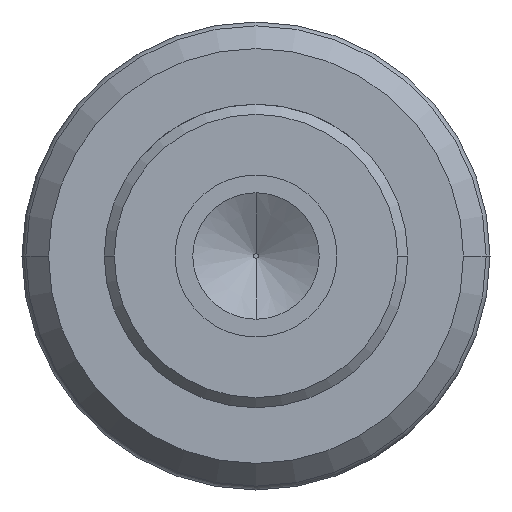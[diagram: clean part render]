
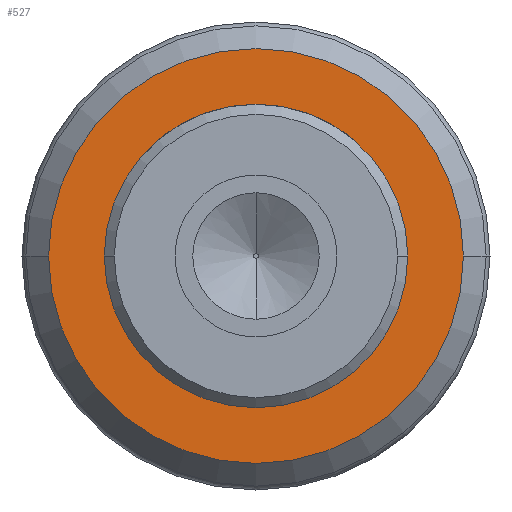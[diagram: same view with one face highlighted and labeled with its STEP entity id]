
A CAD part, front view. The second image highlights one B-rep face of the part: STEP entity #527.
In plain terms, the highlighted planar face has unit normal (0, -1, 0).
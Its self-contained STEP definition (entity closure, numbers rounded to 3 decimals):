
#74=CARTESIAN_POINT('',(0.,-0.5,0.));
#75=DIRECTION('',(0.,-1.,0.));
#76=DIRECTION('',(1.,0.,0.));
#77=AXIS2_PLACEMENT_3D('',#74,#75,#76);
#79=CARTESIAN_POINT('',(0.,-0.5,0.));
#80=DIRECTION('',(0.,1.,0.));
#81=DIRECTION('',(1.,0.,0.));
#82=AXIS2_PLACEMENT_3D('',#79,#80,#81);
#93=CARTESIAN_POINT('',(0.,-0.5,0.));
#94=DIRECTION('',(0.,1.,0.));
#95=DIRECTION('',(1.,0.,0.));
#96=AXIS2_PLACEMENT_3D('',#93,#94,#95);
#273=CARTESIAN_POINT('',(0.,-0.5,0.));
#274=DIRECTION('',(0.,-1.,0.));
#275=DIRECTION('',(1.,0.,0.));
#276=AXIS2_PLACEMENT_3D('',#273,#274,#275);
#314=CARTESIAN_POINT('',(1.5,-0.5,0.));
#315=CARTESIAN_POINT('',(-1.5,-0.5,0.));
#316=VERTEX_POINT('',#314);
#317=VERTEX_POINT('',#315);
#318=CARTESIAN_POINT('',(2.05,-0.5,0.));
#319=CARTESIAN_POINT('',(-2.05,-0.5,0.));
#320=VERTEX_POINT('',#318);
#321=VERTEX_POINT('',#319);
#512=CARTESIAN_POINT('',(0.,-0.5,0.));
#513=DIRECTION('',(0.,-1.,0.));
#514=DIRECTION('',(-1.,0.,0.));
#515=AXIS2_PLACEMENT_3D('',#512,#513,#514);
#516=PLANE('',#515);
#518=ORIENTED_EDGE('',*,*,#517,.T.);
#520=ORIENTED_EDGE('',*,*,#519,.F.);
#521=EDGE_LOOP('',(#518,#520));
#522=FACE_OUTER_BOUND('',#521,.F.);
#523=ORIENTED_EDGE('',*,*,#450,.T.);
#524=ORIENTED_EDGE('',*,*,#435,.F.);
#525=EDGE_LOOP('',(#523,#524));
#526=FACE_BOUND('',#525,.F.);
#527=ADVANCED_FACE('',(#522,#526),#516,.T.);
#78=CIRCLE('',#77,1.5);
#83=CIRCLE('',#82,1.5);
#97=CIRCLE('',#96,2.05);
#277=CIRCLE('',#276,2.05);
#435=EDGE_CURVE('',#316,#317,#83,.T.);
#450=EDGE_CURVE('',#316,#317,#78,.T.);
#517=EDGE_CURVE('',#320,#321,#97,.T.);
#519=EDGE_CURVE('',#320,#321,#277,.T.);
